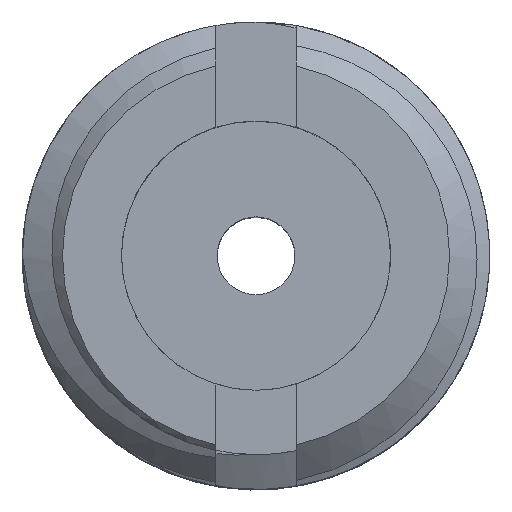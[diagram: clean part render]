
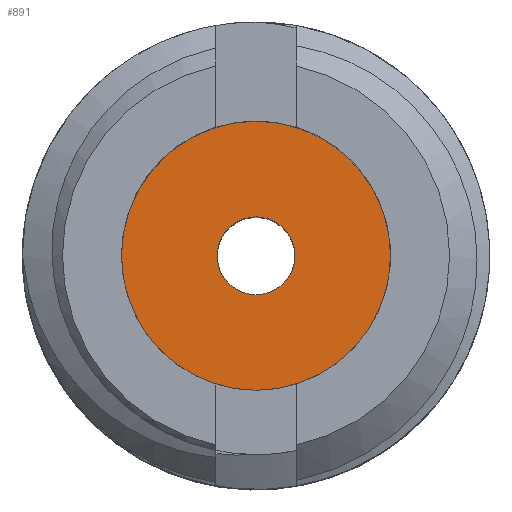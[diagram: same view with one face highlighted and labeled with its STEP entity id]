
A CAD part, top view. The second image highlights one B-rep face of the part: STEP entity #891.
In plain terms, the highlighted planar face has unit normal (0, 0, 1).
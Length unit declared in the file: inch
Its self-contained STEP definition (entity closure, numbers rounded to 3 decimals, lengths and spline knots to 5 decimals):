
#16=FACE_BOUND('',#182,.T.);
#37=PLANE('',#967);
#132=FACE_OUTER_BOUND('',#181,.T.);
#181=EDGE_LOOP('',(#810));
#182=EDGE_LOOP('',(#811));
#199=CIRCLE('',#966,0.126);
#200=CIRCLE('',#968,0.03642);
#407=VERTEX_POINT('',#8612);
#408=VERTEX_POINT('',#8616);
#543=EDGE_CURVE('',#407,#407,#199,.T.);
#544=EDGE_CURVE('',#408,#408,#200,.T.);
#810=ORIENTED_EDGE('',*,*,#543,.F.);
#811=ORIENTED_EDGE('',*,*,#544,.F.);
#891=ADVANCED_FACE('',(#132,#16),#37,.T.);
#966=AXIS2_PLACEMENT_3D('',#8614,#1116,#1117);
#967=AXIS2_PLACEMENT_3D('',#8615,#1118,#1119);
#968=AXIS2_PLACEMENT_3D('',#8617,#1120,#1121);
#1116=DIRECTION('center_axis',(0.,0.,-1.));
#1117=DIRECTION('ref_axis',(1.,0.,0.));
#1118=DIRECTION('center_axis',(0.,0.,1.));
#1119=DIRECTION('ref_axis',(1.,0.,0.));
#1120=DIRECTION('center_axis',(0.,0.,1.));
#1121=DIRECTION('ref_axis',(-1.,0.,0.));
#8612=CARTESIAN_POINT('',(-0.126,0.,0.36));
#8614=CARTESIAN_POINT('Origin',(0.,0.,0.36));
#8615=CARTESIAN_POINT('Origin',(0.,0.,0.36));
#8616=CARTESIAN_POINT('',(0.03642,0.,0.36));
#8617=CARTESIAN_POINT('Origin',(0.,0.,0.36));
